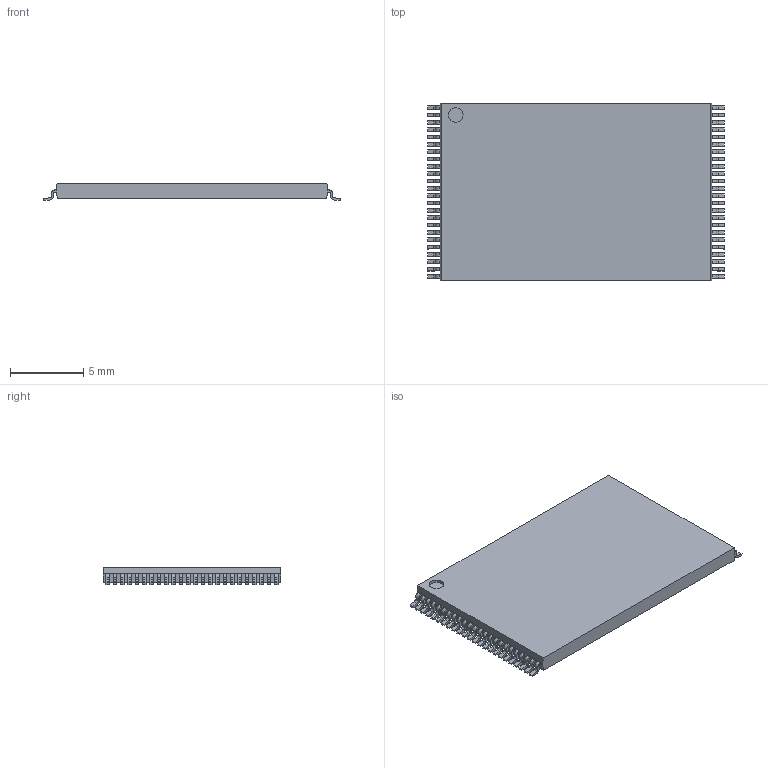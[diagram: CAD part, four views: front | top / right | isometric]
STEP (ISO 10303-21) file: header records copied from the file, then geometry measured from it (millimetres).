
FILE_DESCRIPTION(/* description */ (''),/* implementation_level */ '2;1');
FILE_NAME(/* name */ 'SOP50P2000X120-48N.stp',/* time_stamp */ '2016-02-25T11:00:21+01:00',/* author */ ('riccim'),/* organization */ (''),/* preprocessor_version */ 'ST-DEVELOPER v15.5',/* originating_system */ 'AutoCAD Mechanical',/* authorisation */ '');
FILE_SCHEMA (('AUTOMOTIVE_DESIGN { 1 0 10303 214 3 1 1 }'));
Length unit declared in the file: millimetre
Products named in the file (1): Product
Bounding box: 20.24 x 12.1 x 1.2 mm (x, y, z)
Volume: 236.7 mm3; surface area: 563.7 mm2
Topology: 49 solids, 49 shells, 682 faces, 1749 edges, 1166 vertices
Faces by surface type: plane 489, cylinder 193
Full cylindrical faces by diameter (mm): 1 x1
Entity records: 20605 total; most frequent: CARTESIAN_POINT 3597, DIRECTION 3500, ORIENTED_EDGE 3496, EDGE_CURVE 1748, LINE 1362, VECTOR 1362, VERTEX_POINT 1166, AXIS2_PLACEMENT_3D 1069
